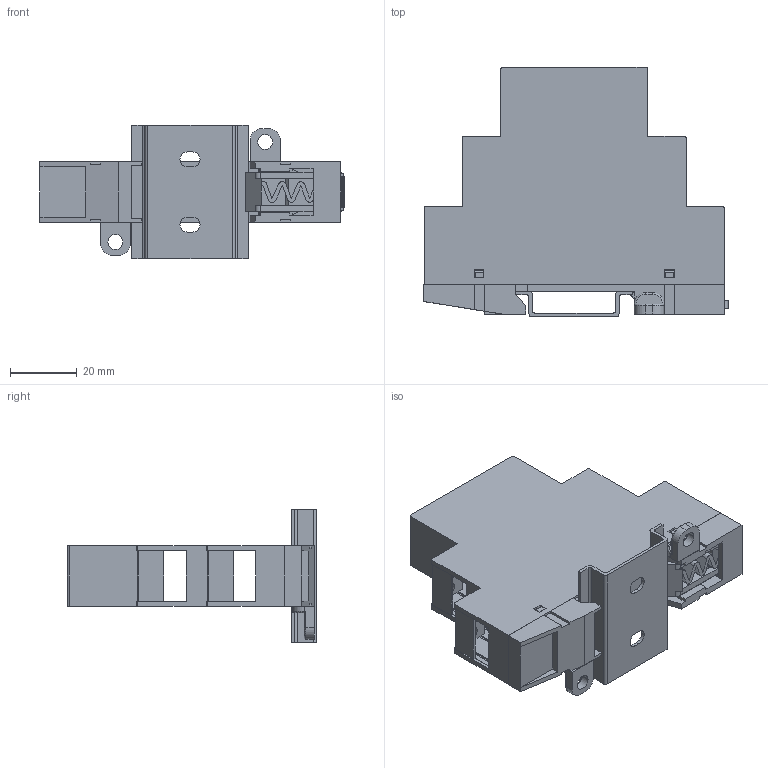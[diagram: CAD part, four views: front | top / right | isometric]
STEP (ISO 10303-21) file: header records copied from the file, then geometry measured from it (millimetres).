
FILE_DESCRIPTION (( 'STEP AP214' ), '1' );
FILE_NAME ('MD-17.5-01.STEP', '2022-01-24T10:45:11', ( '' ), ( '' ), 'SwSTEP 2.0', 'SolidWorks 2017', '' );
FILE_SCHEMA (( 'AUTOMOTIVE_DESIGN' ));
Length unit declared in the file: millimetre
Products named in the file (12): Rail-17.5; Clip; Top Cover; Foot Bracket; Base Plate; MD-17.5-01
Assembly tree (6 placements, depth 2):
  Rail-17.5
  Clip
  Top Cover
  Foot Bracket
  Base Plate
Bounding box: 91.2 x 74.7 x 40 mm (x, y, z)
Volume: 22053.3 mm3; surface area: 37019.9 mm2
Topology: 6 solids, 6 shells, 606 faces, 1705 edges, 1109 vertices
Faces by surface type: plane 446, cylinder 132, torus 19, cone 4, sphere 4, bspline 1
Entity records: 18882 total; most frequent: CARTESIAN_POINT 3403, ORIENTED_EDGE 3258, DIRECTION 3005, EDGE_CURVE 1629, LINE 1377, VECTOR 1377, VERTEX_POINT 1065, AXIS2_PLACEMENT_3D 814
